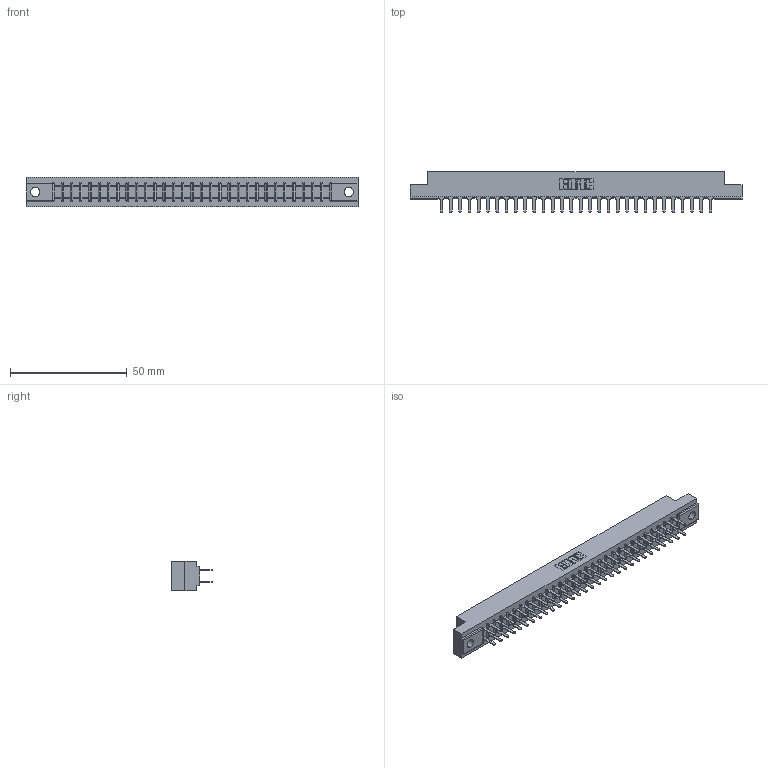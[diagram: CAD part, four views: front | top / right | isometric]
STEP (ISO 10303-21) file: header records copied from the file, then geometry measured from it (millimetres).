
FILE_DESCRIPTION (( 'STEP AP203' ), '1' );
FILE_NAME ('357-060-520-202.STEP', '2018-08-12T14:41:52', ( '' ), ( '' ), 'SwSTEP 2.0', 'SolidWorks 2016', '' );
FILE_SCHEMA (( 'CONFIG_CONTROL_DESIGN' ));
Length unit declared in the file: inch
Products named in the file (3): 307 Part_.128 Dia Mounting Holes; 307-290-001_520; 357-060-520-202
Assembly tree (61 placements, depth 2):
  357-060-520-202
    307 Part_.128 Dia Mounting Holes
    307-290-001_520  x60
Bounding box: 141.88 x 17.42 x 12.7 mm (x, y, z)
Volume: 14958.8 mm3; surface area: 17958.8 mm2
Topology: 61 solids, 61 shells, 2909 faces, 8123 edges, 5250 vertices
Faces by surface type: plane 1930, cylinder 917, sphere 62
Entity records: 28128 total; most frequent: CARTESIAN_POINT 4602, ORIENTED_EDGE 4558, DIRECTION 4513, EDGE_CURVE 2279, VECTOR 1743, LINE 1743, VERTEX_POINT 1474, AXIS2_PLACEMENT_3D 1385
